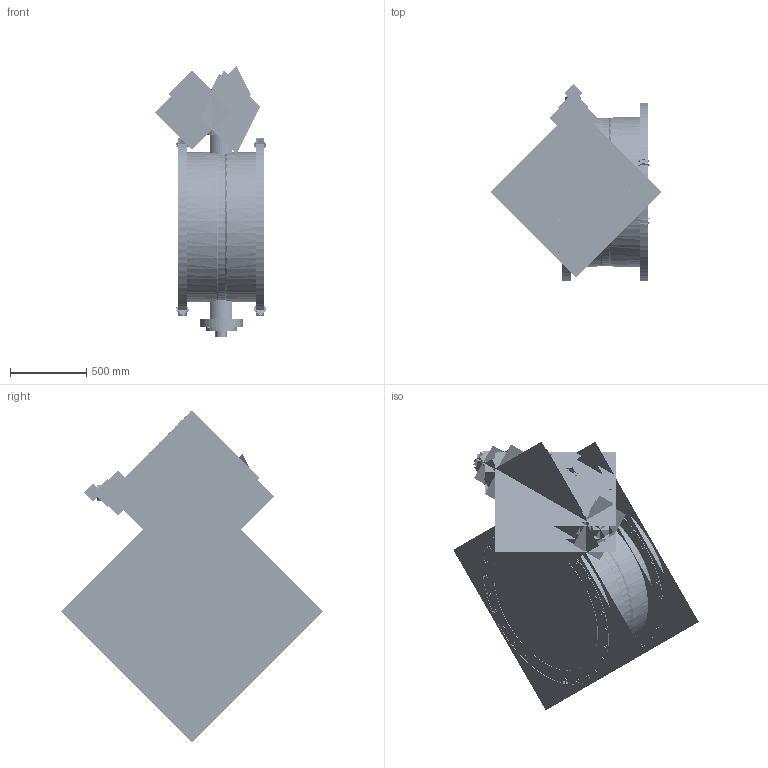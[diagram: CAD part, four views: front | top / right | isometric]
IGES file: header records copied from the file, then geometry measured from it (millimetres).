
Start section:  PTC IGES file: class_250ii_mj_x_mj-36-inch_asm.igs
Global section: file name: class_250ii_mj_x_mj-36-inch_asm.igs; native system: Creo Parametric by Parametric Technology Corporation; preprocessor: 2013050; author: HAPPY; organization: Unknown; date: 20161214.184207; units: inch
Bounding box: 1120.81 x 1713.91 x 2172.69 mm (x, y, z)
Volume: 212705539.8 mm3; surface area: 67657304.2 mm2
Topology: 28 solids, 28 shells, 6904 faces, 38236 edges, 50178 vertices
Faces by surface type: revolution 6300, bspline 604
